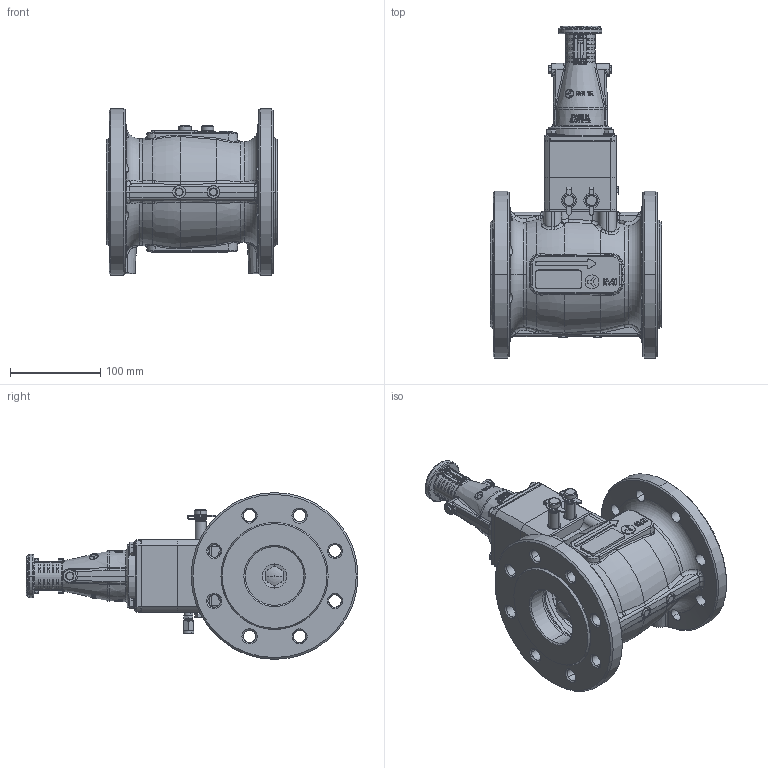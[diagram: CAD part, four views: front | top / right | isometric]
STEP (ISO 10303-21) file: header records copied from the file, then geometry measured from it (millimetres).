
FILE_DESCRIPTION (( 'STEP AP203' ), '1' );
FILE_NAME ('TA-PILOT-R DN65.step', '2015-05-13T09:06:20', ( 'Uporabnik' ), ( 'Hewlett-Packard Company' ), 'SwSTEP 2.0', 'SolidWorks 2014', '' );
FILE_SCHEMA (( 'CONFIG_CONTROL_DESIGN' ));
Length unit declared in the file: millimetre
Products named in the file (1): TA-PILOT-R DN65
Bounding box: 190 x 368.1 x 185 mm (x, y, z)
Surface area: 308725.5 mm2 (no closed solid volume)
Topology: 0 solids, 67 shells, 1818 faces, 6481 edges, 4575 vertices
Faces by surface type: plane 672, bspline 374, cylinder 294, cone 273, torus 183, sphere 22
Entity records: 103499 total; most frequent: CARTESIAN_POINT 53686, ORIENTED_EDGE 10202, DIRECTION 8863, EDGE_CURVE 6469, VERTEX_POINT 4575, AXIS2_PLACEMENT_3D 3227, LINE 2409, VECTOR 2409
